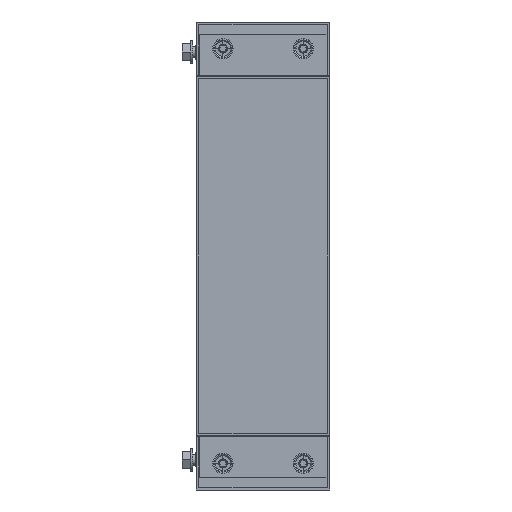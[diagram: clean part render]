
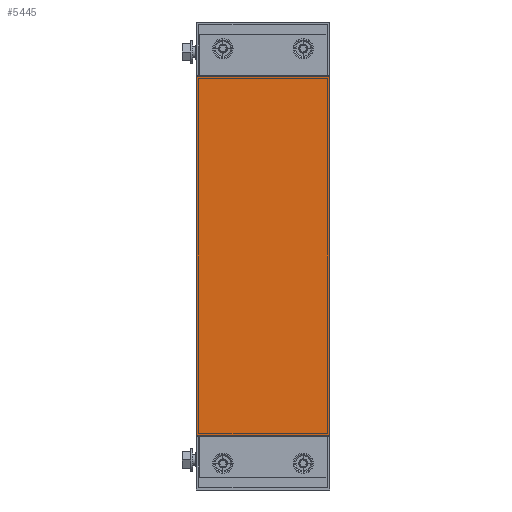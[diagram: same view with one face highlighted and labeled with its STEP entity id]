
A CAD part, left-side view. The second image highlights one B-rep face of the part: STEP entity #5445.
In plain terms, the highlighted planar face has unit normal (-1, 0, 0).
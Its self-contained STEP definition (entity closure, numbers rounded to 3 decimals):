
#439 = VECTOR ( 'NONE', #3927, 1000. ) ;
#556 = AXIS2_PLACEMENT_3D ( 'NONE', #2315, #8463, #4628 ) ;
#1028 = EDGE_CURVE ( 'NONE', #2069, #1349, #7507, .T. ) ;
#1253 = LINE ( 'NONE', #9085, #5628 ) ;
#1335 = DIRECTION ( 'NONE',  ( 0., -1., 0. ) ) ;
#1345 = DIRECTION ( 'NONE',  ( 0., 0., -1. ) ) ;
#1349 = VERTEX_POINT ( 'NONE', #6925 ) ;
#1531 = FACE_OUTER_BOUND ( 'NONE', #2943, .T. ) ;
#1753 = CARTESIAN_POINT ( 'NONE',  ( 0., 0., 334.6 ) ) ;
#2005 = VERTEX_POINT ( 'NONE', #7326 ) ;
#2069 = VERTEX_POINT ( 'NONE', #4435 ) ;
#2309 = ORIENTED_EDGE ( 'NONE', *, *, #7990, .T. ) ;
#2315 = CARTESIAN_POINT ( 'NONE',  ( 0., 0., 0. ) ) ;
#2943 = EDGE_LOOP ( 'NONE', ( #5481, #9507, #2309, #8226 ) ) ;
#3411 = EDGE_CURVE ( 'NONE', #4392, #2005, #1253, .T. ) ;
#3505 = CARTESIAN_POINT ( 'NONE',  ( 0., 0., 334.6 ) ) ;
#3726 = VECTOR ( 'NONE', #1335, 1000. ) ;
#3927 = DIRECTION ( 'NONE',  ( 0., 1., 0. ) ) ;
#4392 = VERTEX_POINT ( 'NONE', #3505 ) ;
#4435 = CARTESIAN_POINT ( 'NONE',  ( 0., -100., 65.4 ) ) ;
#4526 = DIRECTION ( 'NONE',  ( 0., 0., 1. ) ) ;
#4628 = DIRECTION ( 'NONE',  ( 0., 0., 1. ) ) ;
#5240 = CARTESIAN_POINT ( 'NONE',  ( 0., 0., 65.4 ) ) ;
#5445 = ADVANCED_FACE ( 'NONE', ( #1531 ), #9210, .T. ) ;
#5481 = ORIENTED_EDGE ( 'NONE', *, *, #6099, .T. ) ;
#5628 = VECTOR ( 'NONE', #1345, 1000. ) ;
#6099 = EDGE_CURVE ( 'NONE', #2005, #2069, #9027, .T. ) ;
#6925 = CARTESIAN_POINT ( 'NONE',  ( 0., -100., 334.6 ) ) ;
#7326 = CARTESIAN_POINT ( 'NONE',  ( 0., 0., 65.4 ) ) ;
#7507 = LINE ( 'NONE', #9927, #9217 ) ;
#7990 = EDGE_CURVE ( 'NONE', #1349, #4392, #8692, .T. ) ;
#8226 = ORIENTED_EDGE ( 'NONE', *, *, #3411, .T. ) ;
#8463 = DIRECTION ( 'NONE',  ( -1., 0., 0. ) ) ;
#8692 = LINE ( 'NONE', #1753, #439 ) ;
#9027 = LINE ( 'NONE', #5240, #3726 ) ;
#9085 = CARTESIAN_POINT ( 'NONE',  ( 0., 0., 65.4 ) ) ;
#9210 = PLANE ( 'NONE',  #556 ) ;
#9217 = VECTOR ( 'NONE', #4526, 1000. ) ;
#9507 = ORIENTED_EDGE ( 'NONE', *, *, #1028, .T. ) ;
#9927 = CARTESIAN_POINT ( 'NONE',  ( 0., -100., 65.4 ) ) ;
